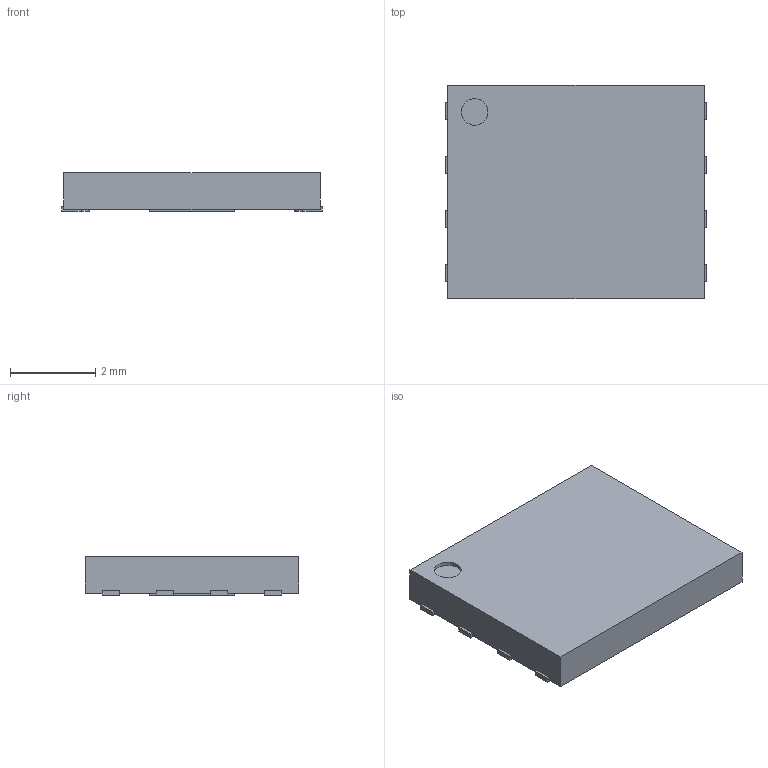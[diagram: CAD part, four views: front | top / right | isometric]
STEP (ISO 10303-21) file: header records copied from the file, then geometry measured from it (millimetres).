
FILE_DESCRIPTION(/* description */ (''),/* implementation_level */ '2;1');
FILE_NAME(/* name */ 'MR25H40MDF.step',/* time_stamp */ '2023-11-05T22:38:16-08:00',/* author */ (''),/* organization */ (''),/* preprocessor_version */ 'ST-DEVELOPER v20',/* originating_system */ 'Autodesk Translation Framework v12.14.0.127',/* authorisation */ '');
FILE_SCHEMA (('AUTOMOTIVE_DESIGN { 1 0 10303 214 3 1 1 }'));
Length unit declared in the file: millimetre
Products named in the file (4): (Unsaved); Body; ThermalPin; PinsArrayLR
Assembly tree (3 placements, depth 2):
  (Unsaved)
    Body
    ThermalPin
    PinsArrayLR
Bounding box: 6.1 x 5 x 0.9 mm (x, y, z)
Volume: 26.1 mm3; surface area: 93.4 mm2
Topology: 10 solids, 10 shells, 62 faces, 123 edges, 82 vertices
Faces by surface type: plane 53, cylinder 9
Full cylindrical faces by diameter (mm): 0.625 x1
Entity records: 1709 total; most frequent: DIRECTION 279, CARTESIAN_POINT 274, ORIENTED_EDGE 246, EDGE_CURVE 123, LINE 105, VECTOR 105, AXIS2_PLACEMENT_3D 87, VERTEX_POINT 82
